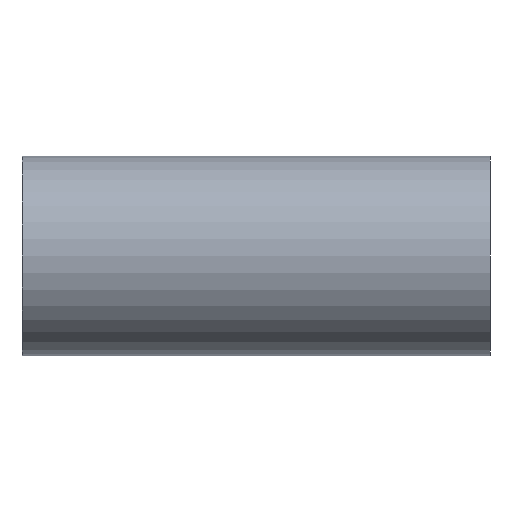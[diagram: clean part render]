
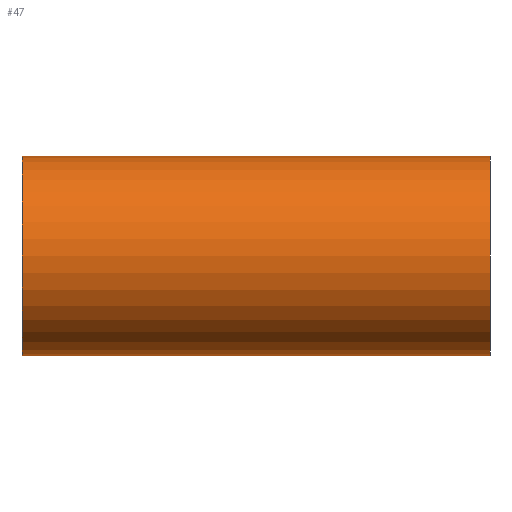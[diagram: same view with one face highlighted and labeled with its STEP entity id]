
A CAD part, left-side view. The second image highlights one B-rep face of the part: STEP entity #47.
In plain terms, the highlighted cylindrical face has radius 16 mm (diameter 32 mm), a partial arc.
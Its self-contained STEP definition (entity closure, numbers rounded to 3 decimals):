
#9 = CARTESIAN_POINT ( 'NONE',  ( 0., 75., 16. ) ) ;
#15 = EDGE_LOOP ( 'NONE', ( #123, #162, #95, #226 ) ) ;
#20 = CYLINDRICAL_SURFACE ( 'NONE', #125, 16. ) ;
#22 = DIRECTION ( 'NONE',  ( 0., -1., 0. ) ) ;
#37 = CARTESIAN_POINT ( 'NONE',  ( 0., 75., -16. ) ) ;
#38 = LINE ( 'NONE', #117, #97 ) ;
#41 = DIRECTION ( 'NONE',  ( 0., -1., 0. ) ) ;
#43 = VERTEX_POINT ( 'NONE', #37 ) ;
#45 = DIRECTION ( 'NONE',  ( 0., 0., -1. ) ) ;
#47 = ADVANCED_FACE ( 'NONE', ( #236 ), #20, .T. ) ;
#57 = AXIS2_PLACEMENT_3D ( 'NONE', #144, #81, #193 ) ;
#60 = VERTEX_POINT ( 'NONE', #237 ) ;
#75 = CIRCLE ( 'NONE', #57, 16. ) ;
#81 = DIRECTION ( 'NONE',  ( 0., 1., 0. ) ) ;
#84 = VECTOR ( 'NONE', #179, 1000. ) ;
#87 = VERTEX_POINT ( 'NONE', #9 ) ;
#95 = ORIENTED_EDGE ( 'NONE', *, *, #196, .T. ) ;
#97 = VECTOR ( 'NONE', #22, 1000. ) ;
#103 = CARTESIAN_POINT ( 'NONE',  ( 0., 75., -16. ) ) ;
#117 = CARTESIAN_POINT ( 'NONE',  ( 0., 75., 16. ) ) ;
#119 = CARTESIAN_POINT ( 'NONE',  ( 0., 75., 0. ) ) ;
#123 = ORIENTED_EDGE ( 'NONE', *, *, #190, .F. ) ;
#125 = AXIS2_PLACEMENT_3D ( 'NONE', #119, #41, #45 ) ;
#144 = CARTESIAN_POINT ( 'NONE',  ( 0., 75., 0. ) ) ;
#162 = ORIENTED_EDGE ( 'NONE', *, *, #177, .F. ) ;
#177 = EDGE_CURVE ( 'NONE', #43, #87, #75, .T. ) ;
#179 = DIRECTION ( 'NONE',  ( 0., -1., 0. ) ) ;
#180 = LINE ( 'NONE', #103, #84 ) ;
#181 = DIRECTION ( 'NONE',  ( 0., 1., 0. ) ) ;
#182 = CIRCLE ( 'NONE', #210, 16. ) ;
#188 = VERTEX_POINT ( 'NONE', #235 ) ;
#190 = EDGE_CURVE ( 'NONE', #87, #60, #38, .T. ) ;
#193 = DIRECTION ( 'NONE',  ( 0., 0., 1. ) ) ;
#196 = EDGE_CURVE ( 'NONE', #43, #188, #180, .T. ) ;
#197 = CARTESIAN_POINT ( 'NONE',  ( 0., 0., 0. ) ) ;
#204 = DIRECTION ( 'NONE',  ( 0., 0., 1. ) ) ;
#210 = AXIS2_PLACEMENT_3D ( 'NONE', #197, #181, #204 ) ;
#223 = EDGE_CURVE ( 'NONE', #188, #60, #182, .T. ) ;
#226 = ORIENTED_EDGE ( 'NONE', *, *, #223, .T. ) ;
#235 = CARTESIAN_POINT ( 'NONE',  ( 0., 0., -16. ) ) ;
#236 = FACE_OUTER_BOUND ( 'NONE', #15, .T. ) ;
#237 = CARTESIAN_POINT ( 'NONE',  ( 0., 0., 16. ) ) ;
